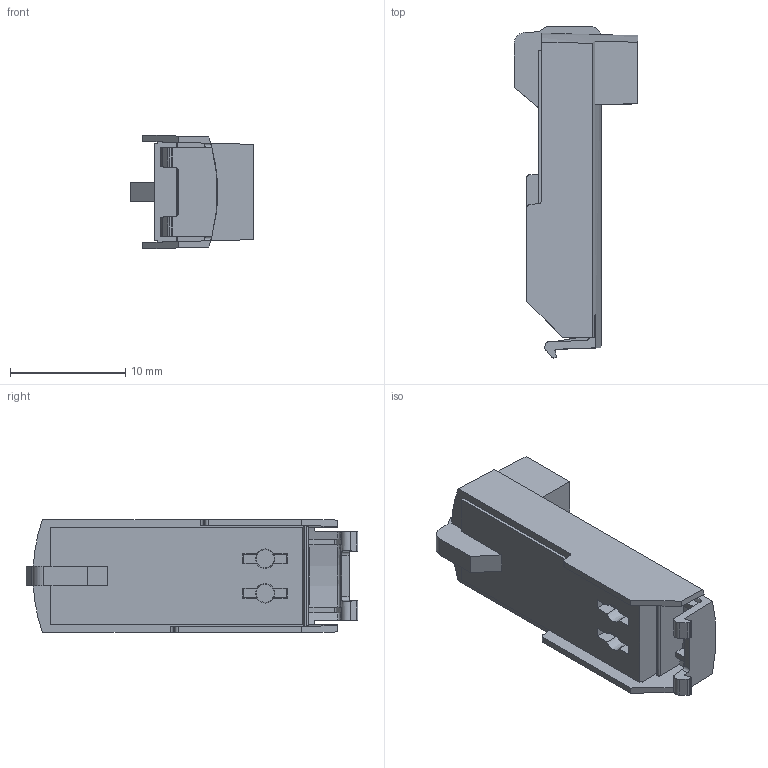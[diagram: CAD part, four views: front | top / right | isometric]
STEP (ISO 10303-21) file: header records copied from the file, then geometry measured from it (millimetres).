
FILE_DESCRIPTION(/* description */ (''),/* implementation_level */ '2;1');
FILE_NAME(/* name */ 'Pneumatics_Sub-Base_566716.ipt.step',/* time_stamp */ '2014-01-01T17:42:37-08:00',/* author */ ('Autodesk Inc.'),/* organization */ ('Autodesk Inc.'),/* preprocessor_version */ 'ST-DEVELOPER v15.2',/* originating_system */ 'Autodesk Inventor 2014',/* authorisation */ '');
FILE_SCHEMA (('AUTOMOTIVE_DESIGN { 1 0 10303 214 3 1 1 }'));
Length unit declared in the file: millimetre
Products named in the file (1): Pneumatics_Sub-Base_566716
Bounding box: 10.75 x 28.8 x 9.87 mm (x, y, z)
Volume: 1299.5 mm3; surface area: 1307.8 mm2
Topology: 1 solids, 1 shells, 133 faces, 374 edges, 248 vertices
Faces by surface type: plane 95, cylinder 31, cone 4, torus 3
Entity records: 4379 total; most frequent: CARTESIAN_POINT 945, ORIENTED_EDGE 740, DIRECTION 680, EDGE_CURVE 370, LINE 264, VECTOR 264, VERTEX_POINT 246, AXIS2_PLACEMENT_3D 208
